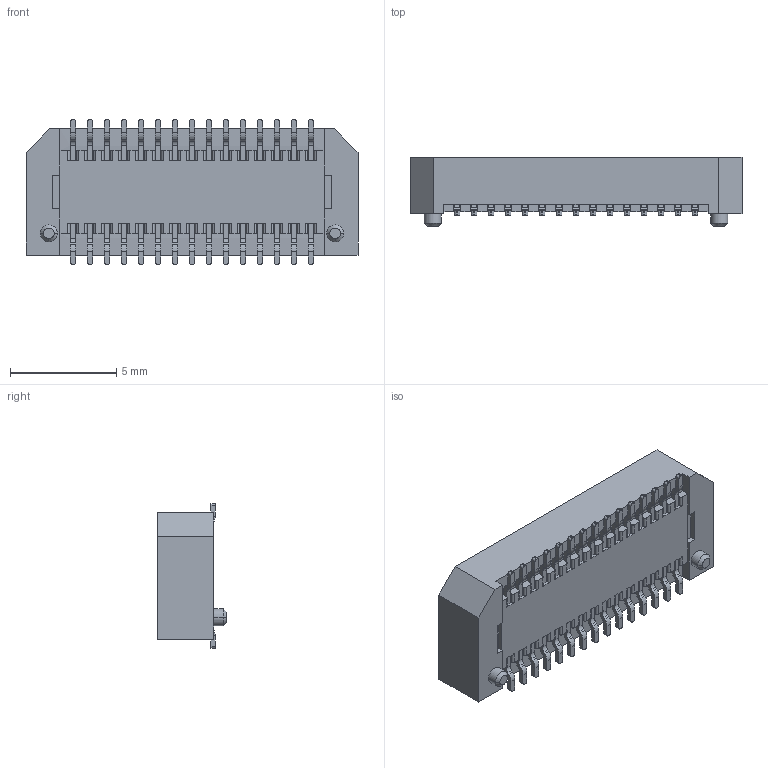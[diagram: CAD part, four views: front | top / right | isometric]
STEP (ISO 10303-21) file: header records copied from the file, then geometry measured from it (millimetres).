
FILE_DESCRIPTION( ('This file contains a STEP AP42 implementation' ,'as created by ZW3D STEP Interface translator.') ,'2;1' );
FILE_NAME( '3617-PXXX-027XXR01.stp' ,'23 323.103923', (''), ('ZWCAD Software Co.'), 'Version 1.0', 'ZW3D to STEP translator', '' );
FILE_SCHEMA(('AUTOMOTIVE_DESIGN { 1 0 10303 214 1 1 1 1 }'));
Length unit declared in the file: millimetre
Products named in the file (2): 0; 3617-PXXX-027XXR01
Bounding box: 15.65 x 3.25 x 6.83 mm (x, y, z)
Volume: 112.1 mm3; surface area: 466.5 mm2
Topology: 1 solids, 1 shells, 1721 faces, 4540 edges, 2828 vertices
Faces by surface type: plane 1125, cylinder 578, sphere 8, cone 6, bspline 4
Entity records: 54498 total; most frequent: CARTESIAN_POINT 9976, ORIENTED_EDGE 9080, DIRECTION 8808, EDGE_CURVE 4540, VECTOR 3316, LINE 3316, VERTEX_POINT 2828, AXIS2_PLACEMENT_3D 2746
